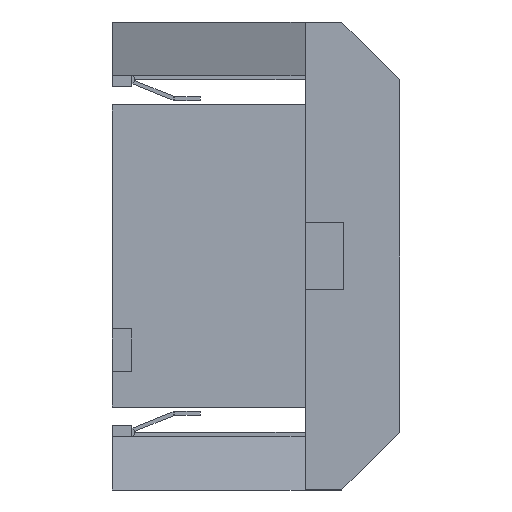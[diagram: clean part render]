
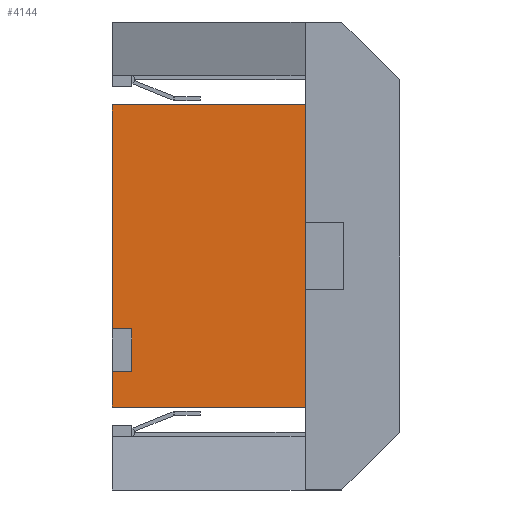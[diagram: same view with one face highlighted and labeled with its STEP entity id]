
A CAD part, left-side view. The second image highlights one B-rep face of the part: STEP entity #4144.
In plain terms, the highlighted planar face has unit normal (-1, 0, 0).
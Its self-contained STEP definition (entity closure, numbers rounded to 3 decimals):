
#20 = CARTESIAN_POINT ( 'NONE',  ( 8.89, 0.455, 5.993 ) ) ;
#46 = VERTEX_POINT ( 'NONE', #2550 ) ;
#53 = EDGE_CURVE ( 'NONE', #3133, #644, #1856, .T. ) ;
#92 = CARTESIAN_POINT ( 'NONE',  ( 8.89, 0.455, -5.993 ) ) ;
#107 = CARTESIAN_POINT ( 'NONE',  ( 8.89, 0.455, 5.993 ) ) ;
#280 = VECTOR ( 'NONE', #4264, 1000. ) ;
#350 = VERTEX_POINT ( 'NONE', #881 ) ;
#358 = EDGE_CURVE ( 'NONE', #2829, #2145, #2170, .T. ) ;
#359 = VECTOR ( 'NONE', #2595, 1000. ) ;
#368 = CARTESIAN_POINT ( 'NONE',  ( 8.89, 12.455, -7.835 ) ) ;
#396 = LINE ( 'NONE', #1335, #2422 ) ;
#430 = VECTOR ( 'NONE', #3605, 1000. ) ;
#448 = VERTEX_POINT ( 'NONE', #2024 ) ;
#455 = CARTESIAN_POINT ( 'NONE',  ( 8.89, 12.455, -5.993 ) ) ;
#467 = EDGE_CURVE ( 'NONE', #448, #3740, #396, .T. ) ;
#549 = CARTESIAN_POINT ( 'NONE',  ( 8.89, 2.455, -7.835 ) ) ;
#551 = VECTOR ( 'NONE', #1297, 1000. ) ;
#556 = DIRECTION ( 'NONE',  ( 0., 0., 1. ) ) ;
#593 = VECTOR ( 'NONE', #2444, 1000. ) ;
#599 = DIRECTION ( 'NONE',  ( 0., 1., 0. ) ) ;
#644 = VERTEX_POINT ( 'NONE', #4262 ) ;
#716 = AXIS2_PLACEMENT_3D ( 'NONE', #1997, #3391, #4046 ) ;
#718 = DIRECTION ( 'NONE',  ( 0., 0., 1. ) ) ;
#757 = LINE ( 'NONE', #3173, #1394 ) ;
#837 = ORIENTED_EDGE ( 'NONE', *, *, #929, .T. ) ;
#881 = CARTESIAN_POINT ( 'NONE',  ( 8.89, 2.455, -3.78 ) ) ;
#899 = CARTESIAN_POINT ( 'NONE',  ( 8.89, 0.455, -5.993 ) ) ;
#900 = ORIENTED_EDGE ( 'NONE', *, *, #4192, .F. ) ;
#904 = DIRECTION ( 'NONE',  ( 0., 0., 1. ) ) ;
#929 = EDGE_CURVE ( 'NONE', #2788, #350, #757, .T. ) ;
#940 = ORIENTED_EDGE ( 'NONE', *, *, #1259, .F. ) ;
#952 = VECTOR ( 'NONE', #1117, 1000. ) ;
#953 = DIRECTION ( 'NONE',  ( 0., 1., 0. ) ) ;
#1064 = CARTESIAN_POINT ( 'NONE',  ( 8.89, 2.455, 3.78 ) ) ;
#1082 = LINE ( 'NONE', #3362, #2693 ) ;
#1117 = DIRECTION ( 'NONE',  ( 0., 1., 0. ) ) ;
#1162 = DIRECTION ( 'NONE',  ( 0., 0., -1. ) ) ;
#1207 = DIRECTION ( 'NONE',  ( 0., 1., 0. ) ) ;
#1215 = CARTESIAN_POINT ( 'NONE',  ( 8.89, 0.455, -3.78 ) ) ;
#1259 = EDGE_CURVE ( 'NONE', #2718, #46, #2069, .T. ) ;
#1297 = DIRECTION ( 'NONE',  ( 0., 0., -1. ) ) ;
#1335 = CARTESIAN_POINT ( 'NONE',  ( 8.89, 0.455, 3.78 ) ) ;
#1336 = LINE ( 'NONE', #2976, #430 ) ;
#1340 = LINE ( 'NONE', #2611, #3411 ) ;
#1363 = ORIENTED_EDGE ( 'NONE', *, *, #2979, .T. ) ;
#1388 = VERTEX_POINT ( 'NONE', #3248 ) ;
#1394 = VECTOR ( 'NONE', #1207, 1000. ) ;
#1437 = ORIENTED_EDGE ( 'NONE', *, *, #2135, .F. ) ;
#1444 = CARTESIAN_POINT ( 'NONE',  ( 8.89, 0.455, -5.993 ) ) ;
#1565 = LINE ( 'NONE', #4120, #593 ) ;
#1699 = VERTEX_POINT ( 'NONE', #549 ) ;
#1758 = ORIENTED_EDGE ( 'NONE', *, *, #2236, .T. ) ;
#1800 = CARTESIAN_POINT ( 'NONE',  ( 8.89, 12.455, -3.78 ) ) ;
#1856 = LINE ( 'NONE', #899, #359 ) ;
#1886 = CARTESIAN_POINT ( 'NONE',  ( 8.89, 2.455, 7.835 ) ) ;
#1898 = ORIENTED_EDGE ( 'NONE', *, *, #2635, .T. ) ;
#1986 = VERTEX_POINT ( 'NONE', #2328 ) ;
#1997 = CARTESIAN_POINT ( 'NONE',  ( 8.89, 12.455, -7.835 ) ) ;
#2007 = LINE ( 'NONE', #107, #2789 ) ;
#2024 = CARTESIAN_POINT ( 'NONE',  ( 8.89, 0.455, 3.78 ) ) ;
#2054 = LINE ( 'NONE', #2953, #3731 ) ;
#2069 = LINE ( 'NONE', #368, #3650 ) ;
#2135 = EDGE_CURVE ( 'NONE', #1986, #448, #2007, .T. ) ;
#2145 = VERTEX_POINT ( 'NONE', #455 ) ;
#2170 = LINE ( 'NONE', #2602, #3798 ) ;
#2194 = VERTEX_POINT ( 'NONE', #3894 ) ;
#2226 = ORIENTED_EDGE ( 'NONE', *, *, #4112, .T. ) ;
#2236 = EDGE_CURVE ( 'NONE', #1699, #644, #1565, .T. ) ;
#2245 = CARTESIAN_POINT ( 'NONE',  ( 8.89, 11.455, -5.993 ) ) ;
#2328 = CARTESIAN_POINT ( 'NONE',  ( 8.89, 0.455, 5.993 ) ) ;
#2350 = EDGE_CURVE ( 'NONE', #350, #3740, #4263, .T. ) ;
#2354 = CARTESIAN_POINT ( 'NONE',  ( 8.89, 12.455, -7.835 ) ) ;
#2422 = VECTOR ( 'NONE', #599, 1000. ) ;
#2444 = DIRECTION ( 'NONE',  ( 0., 0., 1. ) ) ;
#2459 = LINE ( 'NONE', #3875, #952 ) ;
#2550 = CARTESIAN_POINT ( 'NONE',  ( 8.89, 12.455, 7.835 ) ) ;
#2595 = DIRECTION ( 'NONE',  ( 0., 1., 0. ) ) ;
#2597 = CARTESIAN_POINT ( 'NONE',  ( 8.89, 11.455, -5.993 ) ) ;
#2600 = ORIENTED_EDGE ( 'NONE', *, *, #2350, .T. ) ;
#2602 = CARTESIAN_POINT ( 'NONE',  ( 8.89, 12.455, -7.835 ) ) ;
#2611 = CARTESIAN_POINT ( 'NONE',  ( 8.89, 2.455, -7.835 ) ) ;
#2635 = EDGE_CURVE ( 'NONE', #1986, #2194, #3779, .T. ) ;
#2693 = VECTOR ( 'NONE', #953, 1000. ) ;
#2704 = VERTEX_POINT ( 'NONE', #1886 ) ;
#2718 = VERTEX_POINT ( 'NONE', #1800 ) ;
#2759 = ORIENTED_EDGE ( 'NONE', *, *, #2886, .T. ) ;
#2788 = VERTEX_POINT ( 'NONE', #1215 ) ;
#2789 = VECTOR ( 'NONE', #1162, 1000. ) ;
#2812 = EDGE_CURVE ( 'NONE', #2829, #1699, #2054, .T. ) ;
#2829 = VERTEX_POINT ( 'NONE', #2354 ) ;
#2875 = ORIENTED_EDGE ( 'NONE', *, *, #358, .F. ) ;
#2886 = EDGE_CURVE ( 'NONE', #3033, #2145, #2459, .T. ) ;
#2934 = VECTOR ( 'NONE', #3804, 1000. ) ;
#2953 = CARTESIAN_POINT ( 'NONE',  ( 8.89, 12.455, -7.835 ) ) ;
#2976 = CARTESIAN_POINT ( 'NONE',  ( 8.89, 12.455, 7.835 ) ) ;
#2979 = EDGE_CURVE ( 'NONE', #2194, #2704, #1340, .T. ) ;
#3008 = PLANE ( 'NONE',  #716 ) ;
#3030 = DIRECTION ( 'NONE',  ( 0., 1., 0. ) ) ;
#3033 = VERTEX_POINT ( 'NONE', #2245 ) ;
#3079 = ORIENTED_EDGE ( 'NONE', *, *, #53, .F. ) ;
#3110 = FACE_OUTER_BOUND ( 'NONE', #4308, .T. ) ;
#3133 = VERTEX_POINT ( 'NONE', #92 ) ;
#3162 = EDGE_CURVE ( 'NONE', #2788, #3133, #3675, .T. ) ;
#3173 = CARTESIAN_POINT ( 'NONE',  ( 8.89, 0.455, -3.78 ) ) ;
#3248 = CARTESIAN_POINT ( 'NONE',  ( 8.89, 11.455, -3.78 ) ) ;
#3267 = CARTESIAN_POINT ( 'NONE',  ( 8.89, 2.455, -7.835 ) ) ;
#3362 = CARTESIAN_POINT ( 'NONE',  ( 8.89, 11.455, -3.78 ) ) ;
#3391 = DIRECTION ( 'NONE',  ( 1., 0., 0. ) ) ;
#3411 = VECTOR ( 'NONE', #904, 1000. ) ;
#3431 = EDGE_CURVE ( 'NONE', #46, #2704, #1336, .T. ) ;
#3605 = DIRECTION ( 'NONE',  ( 0., -1., 0. ) ) ;
#3611 = ORIENTED_EDGE ( 'NONE', *, *, #3162, .F. ) ;
#3629 = ORIENTED_EDGE ( 'NONE', *, *, #467, .F. ) ;
#3647 = DIRECTION ( 'NONE',  ( 0., -1., 0. ) ) ;
#3650 = VECTOR ( 'NONE', #718, 1000. ) ;
#3675 = LINE ( 'NONE', #1444, #2934 ) ;
#3731 = VECTOR ( 'NONE', #3647, 1000. ) ;
#3740 = VERTEX_POINT ( 'NONE', #1064 ) ;
#3779 = LINE ( 'NONE', #20, #4210 ) ;
#3798 = VECTOR ( 'NONE', #556, 1000. ) ;
#3804 = DIRECTION ( 'NONE',  ( 0., 0., -1. ) ) ;
#3875 = CARTESIAN_POINT ( 'NONE',  ( 8.89, 11.455, -5.993 ) ) ;
#3894 = CARTESIAN_POINT ( 'NONE',  ( 8.89, 2.455, 5.993 ) ) ;
#3903 = LINE ( 'NONE', #2597, #551 ) ;
#4006 = ORIENTED_EDGE ( 'NONE', *, *, #3431, .F. ) ;
#4046 = DIRECTION ( 'NONE',  ( 0., 0., -1. ) ) ;
#4112 = EDGE_CURVE ( 'NONE', #1388, #3033, #3903, .T. ) ;
#4120 = CARTESIAN_POINT ( 'NONE',  ( 8.89, 2.455, -7.835 ) ) ;
#4144 = ADVANCED_FACE ( 'NONE', ( #3110 ), #3008, .F. ) ;
#4192 = EDGE_CURVE ( 'NONE', #1388, #2718, #1082, .T. ) ;
#4210 = VECTOR ( 'NONE', #3030, 1000. ) ;
#4239 = ORIENTED_EDGE ( 'NONE', *, *, #2812, .T. ) ;
#4262 = CARTESIAN_POINT ( 'NONE',  ( 8.89, 2.455, -5.993 ) ) ;
#4263 = LINE ( 'NONE', #3267, #280 ) ;
#4264 = DIRECTION ( 'NONE',  ( 0., 0., 1. ) ) ;
#4308 = EDGE_LOOP ( 'NONE', ( #940, #900, #2226, #2759, #2875, #4239, #1758, #3079, #3611, #837, #2600, #3629, #1437, #1898, #1363, #4006 ) ) ;
